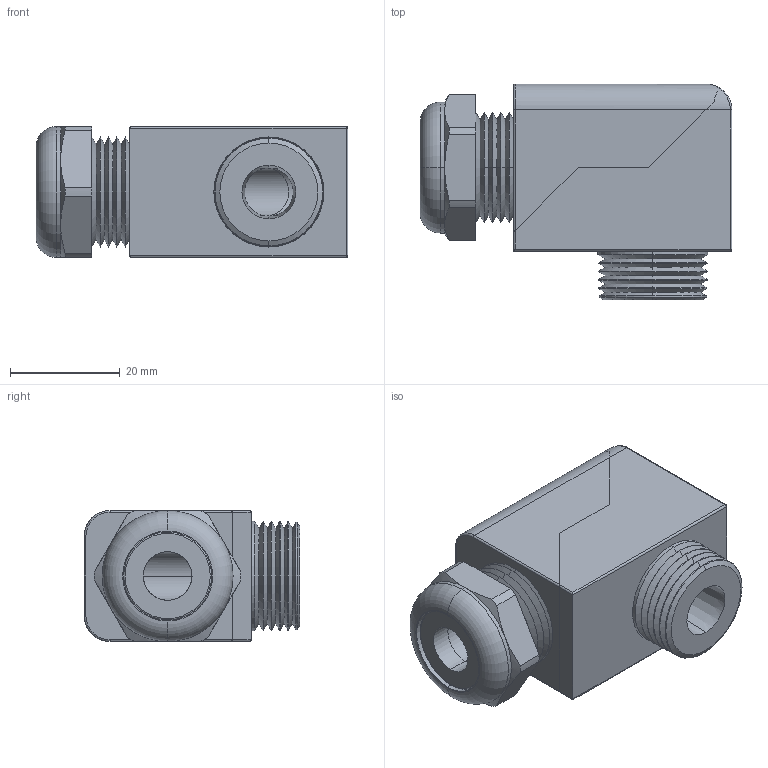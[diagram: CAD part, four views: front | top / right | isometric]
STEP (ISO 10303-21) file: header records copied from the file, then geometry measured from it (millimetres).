
FILE_DESCRIPTION (( 'STEP AP203' ), '1' );
FILE_NAME ('ED20MR-GY.STEP', '2008-06-17T09:51:10', ( 'BSI 02' ), ( 'BAYSTATE' ), 'SwSTEP 2.0', 'SolidWorks 2007', '' );
FILE_SCHEMA (( 'CONFIG_CONTROL_DESIGN' ));
Length unit declared in the file: inch
Products named in the file (1): ED20MR-GY
Bounding box: 56.9 x 39.37 x 23.88 mm (x, y, z)
Volume: 33128.7 mm3; surface area: 12720.1 mm2
Topology: 3 solids, 3 shells, 151 faces, 339 edges, 192 vertices
Faces by surface type: cone 62, cylinder 48, plane 29, torus 6, bspline 4, sphere 2
Entity records: 4324 total; most frequent: CARTESIAN_POINT 961, DIRECTION 717, ORIENTED_EDGE 670, EDGE_CURVE 335, AXIS2_PLACEMENT_3D 280, VERTEX_POINT 192, EDGE_LOOP 159, VECTOR 157
